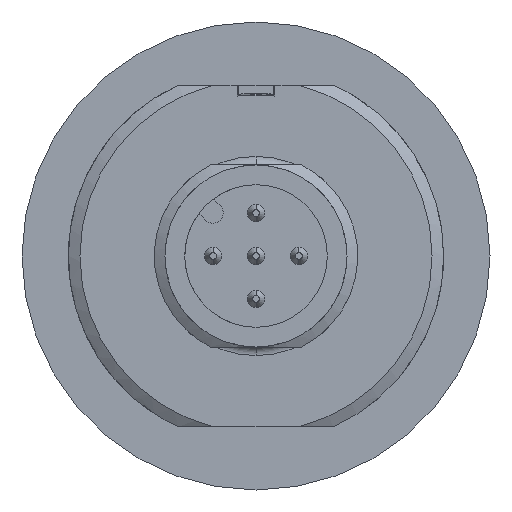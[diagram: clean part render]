
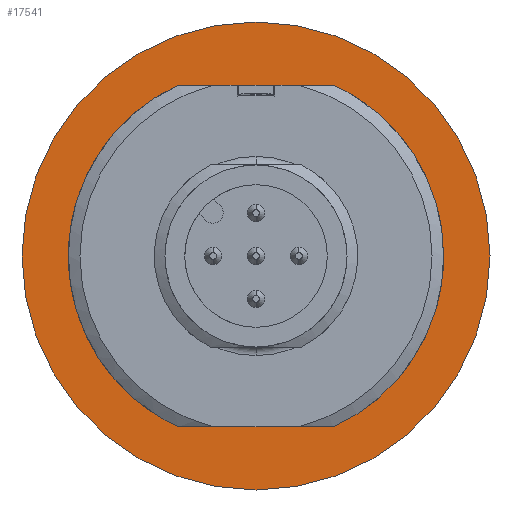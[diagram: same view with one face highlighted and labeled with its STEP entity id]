
A CAD part, front view. The second image highlights one B-rep face of the part: STEP entity #17541.
In plain terms, the highlighted planar face has unit normal (0, -1, 0).
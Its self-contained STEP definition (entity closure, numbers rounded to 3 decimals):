
#39=CARTESIAN_POINT('',(0.,-1.5,0.));
#40=DIRECTION('',(0.,-1.,0.));
#41=DIRECTION('',(0.,0.,1.));
#42=AXIS2_PLACEMENT_3D('',#39,#40,#41);
#44=CARTESIAN_POINT('',(0.,-1.5,0.));
#45=DIRECTION('',(0.,1.,0.));
#46=DIRECTION('',(0.,0.,1.));
#47=AXIS2_PLACEMENT_3D('',#44,#45,#46);
#49=DIRECTION('',(-1.,0.,0.));
#50=VECTOR('',#49,4.01);
#51=CARTESIAN_POINT('',(2.005,-1.5,-9.95));
#52=LINE('',#51,#50);
#53=DIRECTION('',(1.,0.,0.));
#54=VECTOR('',#53,4.01);
#55=CARTESIAN_POINT('',(-2.005,-1.5,9.95));
#56=LINE('',#55,#54);
#139=CARTESIAN_POINT('',(0.,-1.5,0.));
#140=DIRECTION('',(0.,1.,0.));
#141=DIRECTION('',(-0.198,0.,-0.98));
#142=AXIS2_PLACEMENT_3D('',#139,#140,#141);
#8699=CARTESIAN_POINT('',(0.,-1.5,0.));
#8700=DIRECTION('',(0.,1.,0.));
#8701=DIRECTION('',(0.198,0.,0.98));
#8702=AXIS2_PLACEMENT_3D('',#8699,#8700,#8701);
#17021=CARTESIAN_POINT('',(0.,-1.5,13.625));
#17022=VERTEX_POINT('',#17021);
#17023=CARTESIAN_POINT('',(0.,-1.5,-13.625));
#17024=VERTEX_POINT('',#17023);
#17026=CARTESIAN_POINT('',(-2.005,-1.5,-9.95));
#17027=CARTESIAN_POINT('',(-2.005,-1.5,9.95));
#17028=VERTEX_POINT('',#17026);
#17029=VERTEX_POINT('',#17027);
#17030=CARTESIAN_POINT('',(2.005,-1.5,9.95));
#17031=CARTESIAN_POINT('',(2.005,-1.5,-9.95));
#17032=VERTEX_POINT('',#17030);
#17033=VERTEX_POINT('',#17031);
#17522=CARTESIAN_POINT('',(0.,-1.5,0.));
#17523=DIRECTION('',(0.,-1.,0.));
#17524=DIRECTION('',(0.,0.,1.));
#17525=AXIS2_PLACEMENT_3D('',#17522,#17523,#17524);
#17526=PLANE('',#17525);
#17527=ORIENTED_EDGE('',*,*,#17501,.F.);
#17528=ORIENTED_EDGE('',*,*,#17517,.T.);
#17529=EDGE_LOOP('',(#17527,#17528));
#17530=FACE_OUTER_BOUND('',#17529,.F.);
#17532=ORIENTED_EDGE('',*,*,#17531,.F.);
#17534=ORIENTED_EDGE('',*,*,#17533,.F.);
#17536=ORIENTED_EDGE('',*,*,#17535,.F.);
#17538=ORIENTED_EDGE('',*,*,#17537,.F.);
#17539=EDGE_LOOP('',(#17532,#17534,#17536,#17538));
#17540=FACE_BOUND('',#17539,.F.);
#17541=ADVANCED_FACE('',(#17530,#17540),#17526,.T.);
#43=CIRCLE('',#42,13.625);
#48=CIRCLE('',#47,13.625);
#143=CIRCLE('',#142,10.15);
#8703=CIRCLE('',#8702,10.15);
#17501=EDGE_CURVE('',#17022,#17024,#43,.T.);
#17517=EDGE_CURVE('',#17022,#17024,#48,.T.);
#17531=EDGE_CURVE('',#17028,#17029,#143,.T.);
#17533=EDGE_CURVE('',#17033,#17028,#52,.T.);
#17535=EDGE_CURVE('',#17032,#17033,#8703,.T.);
#17537=EDGE_CURVE('',#17029,#17032,#56,.T.);
